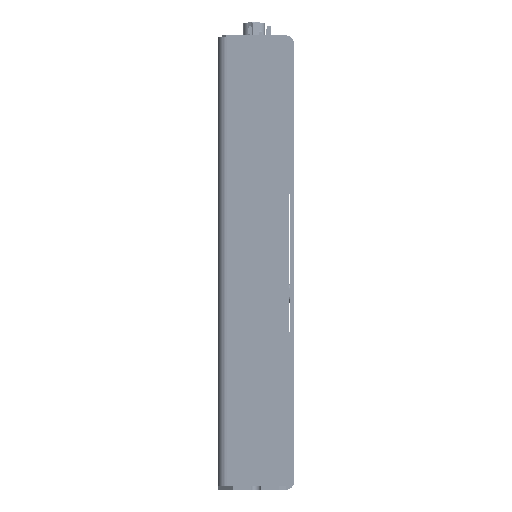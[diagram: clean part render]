
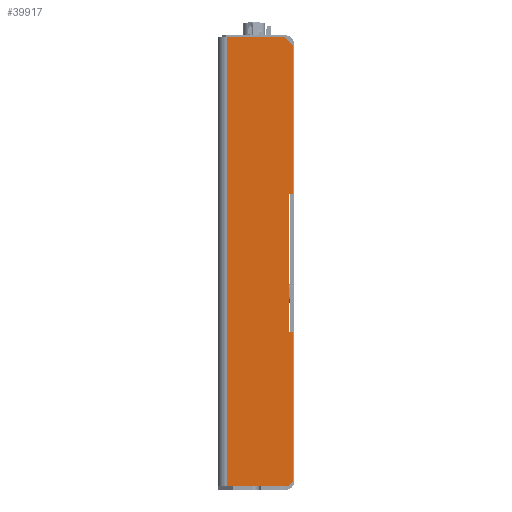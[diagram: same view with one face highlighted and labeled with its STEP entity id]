
A CAD part, left-side view. The second image highlights one B-rep face of the part: STEP entity #39917.
In plain terms, the highlighted planar face has unit normal (-1, 0, 0).
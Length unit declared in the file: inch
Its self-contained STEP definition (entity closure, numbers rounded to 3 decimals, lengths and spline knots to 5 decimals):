
#6899 = ORIENTED_EDGE ( 'NONE', *, *, #17224, .F. ) ;
#6900 = ORIENTED_EDGE ( 'NONE', *, *, #17257, .T. ) ;
#6901 = ORIENTED_EDGE ( 'NONE', *, *, #17253, .F. ) ;
#6902 = ORIENTED_EDGE ( 'NONE', *, *, #17250, .F. ) ;
#6903 = ORIENTED_EDGE ( 'NONE', *, *, #17245, .F. ) ;
#6904 = ORIENTED_EDGE ( 'NONE', *, *, #17240, .F. ) ;
#6905 = ORIENTED_EDGE ( 'NONE', *, *, #17235, .F. ) ;
#6906 = ORIENTED_EDGE ( 'NONE', *, *, #17260, .T. ) ;
#6907 = ORIENTED_EDGE ( 'NONE', *, *, #17227, .F. ) ;
#6908 = ORIENTED_EDGE ( 'NONE', *, *, #17261, .F. ) ;
#17224 = EDGE_CURVE ( 'NONE', #98878, #98880, #73325, .T. ) ;
#17227 = EDGE_CURVE ( 'NONE', #98882, #98883, #73329, .T. ) ;
#17235 = EDGE_CURVE ( 'NONE', #98885, #98887, #73337, .T. ) ;
#17240 = EDGE_CURVE ( 'NONE', #98887, #98888, #73341, .T. ) ;
#17245 = EDGE_CURVE ( 'NONE', #98888, #98890, #73345, .T. ) ;
#17250 = EDGE_CURVE ( 'NONE', #98890, #98892, #73349, .T. ) ;
#17253 = EDGE_CURVE ( 'NONE', #98892, #98893, #73353, .T. ) ;
#17257 = EDGE_CURVE ( 'NONE', #98878, #98893, #73357, .T. ) ;
#17260 = EDGE_CURVE ( 'NONE', #98885, #98883, #73359, .T. ) ;
#17261 = EDGE_CURVE ( 'NONE', #98880, #98882, #73361, .T. ) ;
#23602 = PLANE ( 'NONE',  #77599 ) ;
#23603 = CARTESIAN_POINT ( 'NONE',  ( 1.001, -0.39644, 6.632 ) ) ;
#23604 = DIRECTION ( 'NONE',  ( 1., 0., 0. ) ) ;
#23605 = DIRECTION ( 'NONE',  ( 0., 0., 1. ) ) ;
#39917 = ADVANCED_FACE ( 'NONE', ( #57533 ), #23602, .F. ) ;
#57533 = FACE_OUTER_BOUND ( 'NONE', #121556, .T. ) ;
#73325 = LINE ( 'NONE', #74826, #73326 ) ;
#73326 = VECTOR ( 'NONE', #74828, 39.37008 ) ;
#73329 = LINE ( 'NONE', #74836, #73330 ) ;
#73330 = VECTOR ( 'NONE', #74838, 39.37008 ) ;
#73337 = LINE ( 'NONE', #74856, #73338 ) ;
#73338 = VECTOR ( 'NONE', #74858, 39.37008 ) ;
#73341 = LINE ( 'NONE', #74866, #73342 ) ;
#73342 = VECTOR ( 'NONE', #74868, 39.37008 ) ;
#73345 = LINE ( 'NONE', #74876, #73346 ) ;
#73346 = VECTOR ( 'NONE', #74878, 39.37008 ) ;
#73349 = LINE ( 'NONE', #74886, #73350 ) ;
#73350 = VECTOR ( 'NONE', #74888, 39.37008 ) ;
#73353 = LINE ( 'NONE', #74896, #73354 ) ;
#73354 = VECTOR ( 'NONE', #74898, 39.37008 ) ;
#73357 = LINE ( 'NONE', #74906, #73358 ) ;
#73358 = VECTOR ( 'NONE', #74908, 39.37008 ) ;
#73359 = LINE ( 'NONE', #74911, #73360 ) ;
#73360 = VECTOR ( 'NONE', #74913, 39.37008 ) ;
#73361 = LINE ( 'NONE', #74916, #73362 ) ;
#73362 = VECTOR ( 'NONE', #74918, 39.37008 ) ;
#74826 = CARTESIAN_POINT ( 'NONE',  ( 1.001, 1.10456, 6.632 ) ) ;
#74828 = DIRECTION ( 'NONE',  ( 0., -1., 0. ) ) ;
#74836 = CARTESIAN_POINT ( 'NONE',  ( 1.001, -7.67444, 0. ) ) ;
#74838 = DIRECTION ( 'NONE',  ( 0., 1., 0. ) ) ;
#74856 = CARTESIAN_POINT ( 'NONE',  ( 1.001, 1.10456, 0. ) ) ;
#74858 = DIRECTION ( 'NONE',  ( 0., 0., 1. ) ) ;
#74866 = CARTESIAN_POINT ( 'NONE',  ( 1.001, 1.10456, 2.3175 ) ) ;
#74868 = DIRECTION ( 'NONE',  ( 0., -1., 0. ) ) ;
#74876 = CARTESIAN_POINT ( 'NONE',  ( 1.001, 1.04156, 2.3175 ) ) ;
#74878 = DIRECTION ( 'NONE',  ( 0., 0., 1. ) ) ;
#74886 = CARTESIAN_POINT ( 'NONE',  ( 1.001, 1.10456, 4.3575 ) ) ;
#74888 = DIRECTION ( 'NONE',  ( 0., 1., 0. ) ) ;
#74896 = CARTESIAN_POINT ( 'NONE',  ( 1.001, 1.10456, 4.3575 ) ) ;
#74898 = DIRECTION ( 'NONE',  ( 0., 0., 1. ) ) ;
#74906 = CARTESIAN_POINT ( 'NONE',  ( 1.001, 1.04156, 6.632 ) ) ;
#74908 = DIRECTION ( 'NONE',  ( 0., 0.707, -0.707 ) ) ;
#74911 = CARTESIAN_POINT ( 'NONE',  ( 1.001, 1.10456, 0.125 ) ) ;
#74913 = DIRECTION ( 'NONE',  ( 0., -0.707, -0.707 ) ) ;
#74916 = CARTESIAN_POINT ( 'NONE',  ( 1.001, 0.126, 6.632 ) ) ;
#74918 = DIRECTION ( 'NONE',  ( 0., 0., -1. ) ) ;
#77599 = AXIS2_PLACEMENT_3D ( 'NONE', #23603, #23604, #23605 ) ;
#98878 = VERTEX_POINT ( 'NONE', #146307 ) ;
#98880 = VERTEX_POINT ( 'NONE', #146309 ) ;
#98882 = VERTEX_POINT ( 'NONE', #146311 ) ;
#98883 = VERTEX_POINT ( 'NONE', #146313 ) ;
#98885 = VERTEX_POINT ( 'NONE', #146315 ) ;
#98887 = VERTEX_POINT ( 'NONE', #146317 ) ;
#98888 = VERTEX_POINT ( 'NONE', #146319 ) ;
#98890 = VERTEX_POINT ( 'NONE', #146321 ) ;
#98892 = VERTEX_POINT ( 'NONE', #146323 ) ;
#98893 = VERTEX_POINT ( 'NONE', #146325 ) ;
#121556 = EDGE_LOOP ( 'NONE', ( #6899, #6900, #6901, #6902, #6903, #6904, #6905, #6906, #6907, #6908 ) ) ;
#146307 = CARTESIAN_POINT ( 'NONE',  ( 1.001, 1.04156, 6.632 ) ) ;
#146309 = CARTESIAN_POINT ( 'NONE',  ( 1.001, 0.126, 6.632 ) ) ;
#146311 = CARTESIAN_POINT ( 'NONE',  ( 1.001, 0.126, 0. ) ) ;
#146313 = CARTESIAN_POINT ( 'NONE',  ( 1.001, 0.97956, 0. ) ) ;
#146315 = CARTESIAN_POINT ( 'NONE',  ( 1.001, 1.10456, 0.125 ) ) ;
#146317 = CARTESIAN_POINT ( 'NONE',  ( 1.001, 1.10456, 2.3175 ) ) ;
#146319 = CARTESIAN_POINT ( 'NONE',  ( 1.001, 1.04156, 2.3175 ) ) ;
#146321 = CARTESIAN_POINT ( 'NONE',  ( 1.001, 1.04156, 4.3575 ) ) ;
#146323 = CARTESIAN_POINT ( 'NONE',  ( 1.001, 1.10456, 4.3575 ) ) ;
#146325 = CARTESIAN_POINT ( 'NONE',  ( 1.001, 1.10456, 6.569 ) ) ;
